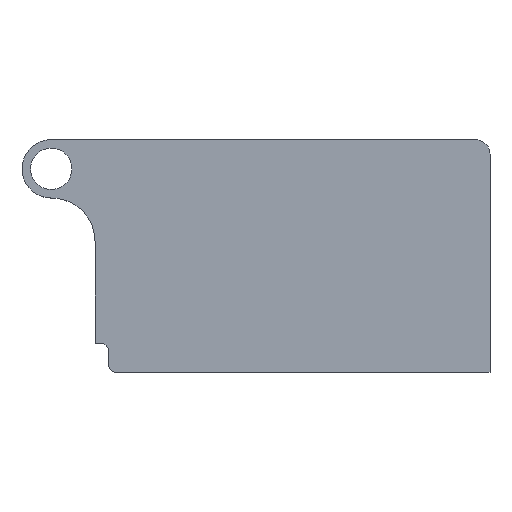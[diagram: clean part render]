
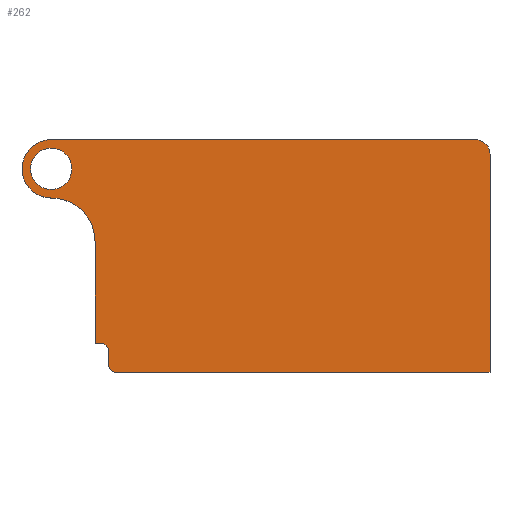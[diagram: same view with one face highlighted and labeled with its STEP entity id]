
A CAD part, top view. The second image highlights one B-rep face of the part: STEP entity #262.
In plain terms, the highlighted planar face has unit normal (0, 0, 1).
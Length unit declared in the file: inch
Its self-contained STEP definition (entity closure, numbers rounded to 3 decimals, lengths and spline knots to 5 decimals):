
#16=FACE_BOUND('',#54,.T.);
#24=PLANE('',#290);
#38=FACE_OUTER_BOUND('',#53,.T.);
#53=EDGE_LOOP('',(#220,#221,#222,#223,#224,#225,#226,#227,#228,#229,#230));
#54=EDGE_LOOP('',(#231));
#61=LINE('',#384,#84);
#64=LINE('',#390,#87);
#68=LINE('',#402,#91);
#73=LINE('',#425,#96);
#76=LINE('',#431,#99);
#79=LINE('',#440,#102);
#84=VECTOR('',#306,1.60057);
#87=VECTOR('',#311,0.93317);
#91=VECTOR('',#323,1.81492);
#96=VECTOR('',#348,0.43597);
#99=VECTOR('',#353,0.02685);
#102=VECTOR('',#364,0.06124);
#104=CIRCLE('',#268,0.03125);
#106=CIRCLE('',#273,0.0625);
#108=CIRCLE('',#277,0.0885);
#110=CIRCLE('',#280,0.125);
#112=CIRCLE('',#283,0.18597);
#114=CIRCLE('',#288,0.03125);
#117=VERTEX_POINT('',#374);
#118=VERTEX_POINT('',#376);
#120=VERTEX_POINT('',#382);
#122=VERTEX_POINT('',#388);
#124=VERTEX_POINT('',#394);
#126=VERTEX_POINT('',#400);
#128=VERTEX_POINT('',#406);
#130=VERTEX_POINT('',#411);
#132=VERTEX_POINT('',#417);
#134=VERTEX_POINT('',#423);
#136=VERTEX_POINT('',#429);
#138=VERTEX_POINT('',#435);
#141=EDGE_CURVE('',#117,#118,#104,.T.);
#145=EDGE_CURVE('',#120,#117,#61,.T.);
#148=EDGE_CURVE('',#122,#120,#64,.T.);
#151=EDGE_CURVE('',#124,#122,#106,.T.);
#154=EDGE_CURVE('',#126,#124,#68,.T.);
#156=EDGE_CURVE('',#128,#128,#108,.T.);
#159=EDGE_CURVE('',#130,#126,#110,.T.);
#162=EDGE_CURVE('',#132,#130,#112,.T.);
#165=EDGE_CURVE('',#134,#132,#73,.T.);
#168=EDGE_CURVE('',#136,#134,#76,.T.);
#171=EDGE_CURVE('',#138,#136,#114,.T.);
#173=EDGE_CURVE('',#118,#138,#79,.T.);
#220=ORIENTED_EDGE('',*,*,#154,.F.);
#221=ORIENTED_EDGE('',*,*,#159,.F.);
#222=ORIENTED_EDGE('',*,*,#162,.F.);
#223=ORIENTED_EDGE('',*,*,#165,.F.);
#224=ORIENTED_EDGE('',*,*,#168,.F.);
#225=ORIENTED_EDGE('',*,*,#171,.F.);
#226=ORIENTED_EDGE('',*,*,#173,.F.);
#227=ORIENTED_EDGE('',*,*,#141,.F.);
#228=ORIENTED_EDGE('',*,*,#145,.F.);
#229=ORIENTED_EDGE('',*,*,#148,.F.);
#230=ORIENTED_EDGE('',*,*,#151,.F.);
#231=ORIENTED_EDGE('',*,*,#156,.T.);
#262=ADVANCED_FACE('',(#38,#16),#24,.T.);
#268=AXIS2_PLACEMENT_3D('',#377,#299,#300);
#273=AXIS2_PLACEMENT_3D('',#396,#317,#318);
#277=AXIS2_PLACEMENT_3D('',#407,#328,#329);
#280=AXIS2_PLACEMENT_3D('',#413,#335,#336);
#283=AXIS2_PLACEMENT_3D('',#419,#342,#343);
#288=AXIS2_PLACEMENT_3D('',#437,#359,#360);
#290=AXIS2_PLACEMENT_3D('',#441,#365,#366);
#299=DIRECTION('center_axis',(0.,0.,-1.));
#300=DIRECTION('ref_axis',(1.,0.,0.));
#306=DIRECTION('',(-1.,0.,0.));
#311=DIRECTION('',(0.,-1.,0.));
#317=DIRECTION('center_axis',(0.,0.,-1.));
#318=DIRECTION('ref_axis',(-1.,0.,0.));
#323=DIRECTION('',(1.,0.,0.));
#328=DIRECTION('center_axis',(0.,0.,-1.));
#329=DIRECTION('ref_axis',(-1.,0.,0.));
#335=DIRECTION('center_axis',(0.,0.,-1.));
#336=DIRECTION('ref_axis',(0.,-1.,0.));
#342=DIRECTION('center_axis',(0.,0.,1.));
#343=DIRECTION('ref_axis',(1.,0.,0.));
#348=DIRECTION('',(0.,1.,0.));
#353=DIRECTION('',(-1.,0.,0.));
#359=DIRECTION('center_axis',(0.,0.,1.));
#360=DIRECTION('ref_axis',(1.,0.,0.));
#364=DIRECTION('',(0.,1.,0.));
#365=DIRECTION('center_axis',(0.,0.,1.));
#366=DIRECTION('ref_axis',(1.,0.,0.));
#374=CARTESIAN_POINT('',(1.61388,2.08811,0.));
#376=CARTESIAN_POINT('',(1.58263,2.11936,0.));
#377=CARTESIAN_POINT('Origin',(1.61388,2.11936,0.));
#382=CARTESIAN_POINT('',(3.21445,2.08811,0.));
#384=CARTESIAN_POINT('',(3.21445,2.08811,0.));
#388=CARTESIAN_POINT('',(3.21445,3.02128,0.));
#390=CARTESIAN_POINT('',(3.21445,3.02128,0.));
#394=CARTESIAN_POINT('',(3.15195,3.08378,0.));
#396=CARTESIAN_POINT('Origin',(3.15195,3.02128,0.));
#400=CARTESIAN_POINT('',(1.33703,3.08378,0.));
#402=CARTESIAN_POINT('',(1.33703,3.08378,0.));
#406=CARTESIAN_POINT('',(1.42553,2.95878,0.));
#407=CARTESIAN_POINT('Origin',(1.33703,2.95878,0.));
#411=CARTESIAN_POINT('',(1.33765,2.83379,0.));
#413=CARTESIAN_POINT('Origin',(1.33703,2.95878,0.));
#417=CARTESIAN_POINT('',(1.52453,2.64782,0.));
#419=CARTESIAN_POINT('Origin',(1.33856,2.64782,0.));
#423=CARTESIAN_POINT('',(1.52453,2.21185,0.));
#425=CARTESIAN_POINT('',(1.52453,2.21185,0.));
#429=CARTESIAN_POINT('',(1.55138,2.21185,0.));
#431=CARTESIAN_POINT('',(1.55138,2.21185,0.));
#435=CARTESIAN_POINT('',(1.58263,2.1806,0.));
#437=CARTESIAN_POINT('Origin',(1.55138,2.1806,0.));
#440=CARTESIAN_POINT('',(1.58263,2.11936,0.));
#441=CARTESIAN_POINT('Origin',(2.30955,2.60857,0.));
